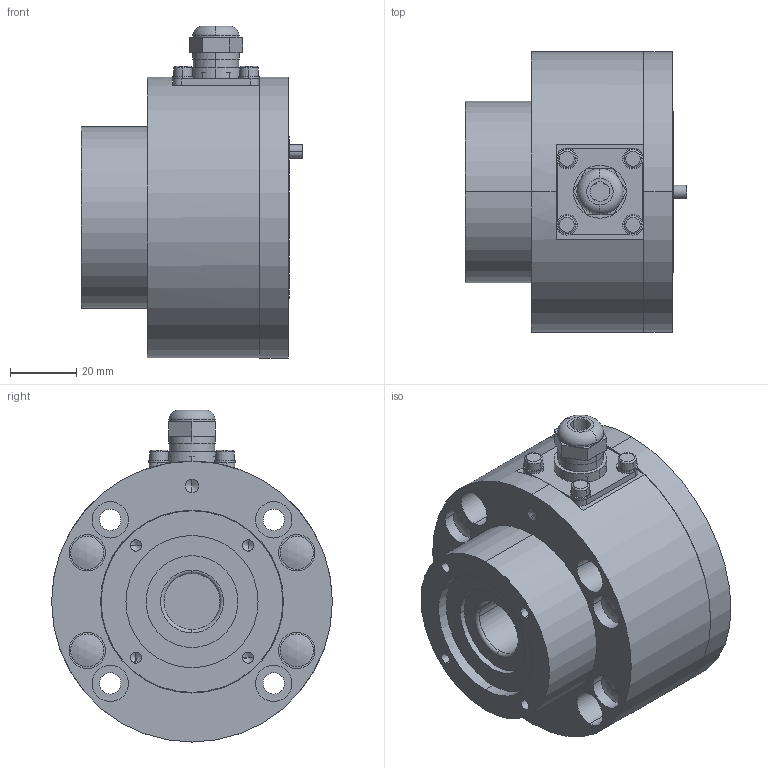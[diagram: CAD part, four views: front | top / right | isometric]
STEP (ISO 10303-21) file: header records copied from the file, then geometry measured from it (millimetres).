
FILE_DESCRIPTION((''),'2;1');
FILE_NAME('31102149_-.stp','2019-12-25T14:36:55',(''),(''),'Mechanical Desktop 2009','Mechanical Desktop 2009',', , ');
FILE_SCHEMA(('CONFIG_CONTROL_DESIGN'));
Length unit declared in the file: millimetre
Products named in the file (25): ZEICHNUNG5; ZEICHNUNG4; C1105272; C1105271; C0704203; C0709072; C0709104; GERÄTESTECKER_5POL_C091 31S005 100 2; FEDERRING_M3; I-6KT_SCHRAUBE_M3X8; PENDELKUGELLAGER_1203TV_2203TV; SICHERUNGSRING_J40; I-6KT_SCHRAUBE_M6X30; SCHUTZKAPPE_M6_S5; SPANNSTIFT_4X10A; SPANNSTIFT_4X10; KABELVERSCHRAUBUNG_PG7; KABELVERSCHRAUBUNG_PG7A; RM_SDBAA; KABELDOSE_MINI_5_POL; TEIL1; RM_SDBA; I-6KT_SCHRAUBE_M6X40A; I-6KT_SCHRAUBE_M6X40; RM_SDB
Assembly tree (32 placements, depth 5):
  ZEICHNUNG5
    ZEICHNUNG4
      C1105272
        C1105271
          C0704203
          C0709072
          C0709104
          GERÄTESTECKER_5POL_C091 31S005 100 2
          FEDERRING_M3  x4
          I-6KT_SCHRAUBE_M3X8  x4
          PENDELKUGELLAGER_1203TV_2203TV
          SICHERUNGSRING_J40
          I-6KT_SCHRAUBE_M6X30  x4
          SCHUTZKAPPE_M6_S5  x4
        SPANNSTIFT_4X10A
          SPANNSTIFT_4X10
        KABELVERSCHRAUBUNG_PG7
          KABELVERSCHRAUBUNG_PG7A
    RM_SDBAA  x3
  KABELDOSE_MINI_5_POL
  TEIL1
  RM_SDBA
  I-6KT_SCHRAUBE_M6X40A
Bounding box: 67 x 85 x 100.5 mm (x, y, z)
Volume: 244556.8 mm3; surface area: 80042.9 mm2
Topology: 24 solids, 24 shells, 485 faces, 1098 edges, 705 vertices
Faces by surface type: cylinder 235, plane 170, cone 50, torus 26, sphere 4
Entity records: 11281 total; most frequent: DIRECTION 2079, CARTESIAN_POINT 1813, ORIENTED_EDGE 1624, AXIS2_PLACEMENT_3D 863, EDGE_CURVE 812, VERTEX_POINT 531, EDGE_LOOP 465, CIRCLE 456
